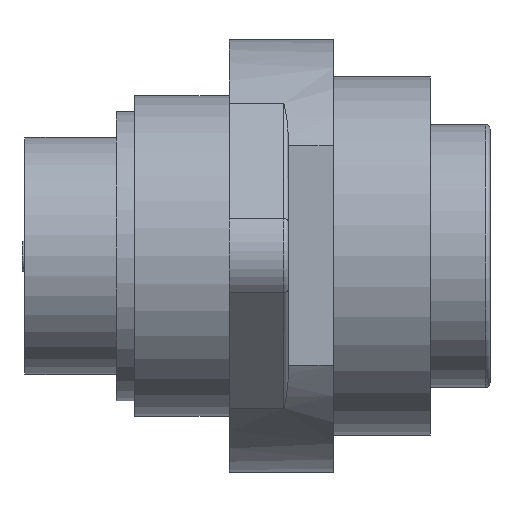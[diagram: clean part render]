
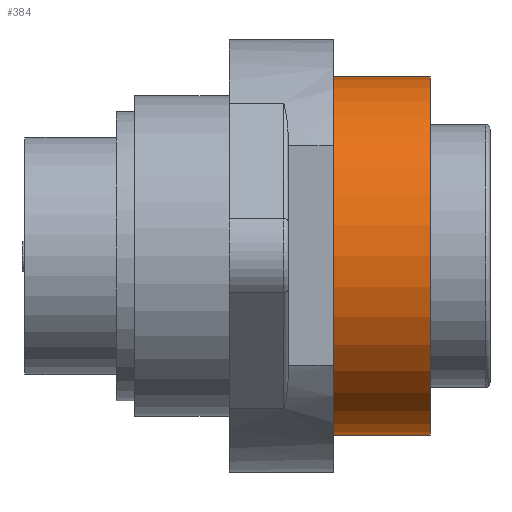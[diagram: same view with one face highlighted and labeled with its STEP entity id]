
A CAD part, top view. The second image highlights one B-rep face of the part: STEP entity #384.
In plain terms, the highlighted cylindrical face has radius 12 mm (diameter 24 mm), a full revolution.
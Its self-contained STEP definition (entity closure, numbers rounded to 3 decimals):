
#169=FACE_BOUND('',#715,.T.);
#170=FACE_BOUND('',#716,.T.);
#384=ADVANCED_FACE('',(#169,#170),#558,.T.);
#558=CYLINDRICAL_SURFACE('',#2815,12.);
#715=EDGE_LOOP('',(#1214));
#716=EDGE_LOOP('',(#1215));
#1038=CIRCLE('',#2807,12.);
#1042=CIRCLE('',#2814,12.);
#1214=ORIENTED_EDGE('',*,*,#2124,.F.);
#1215=ORIENTED_EDGE('',*,*,#2128,.F.);
#1865=VERTEX_POINT('',#4093);
#1869=VERTEX_POINT('',#4104);
#2124=EDGE_CURVE('',#1865,#1865,#1038,.T.);
#2128=EDGE_CURVE('',#1869,#1869,#1042,.T.);
#2807=AXIS2_PLACEMENT_3D('',#4092,#3185,#3186);
#2814=AXIS2_PLACEMENT_3D('',#4103,#3199,#3200);
#2815=AXIS2_PLACEMENT_3D('',#4105,#3201,#3202);
#3185=DIRECTION('',(1.,0.,0.));
#3186=DIRECTION('',(0.,0.,-1.));
#3199=DIRECTION('',(-1.,0.,0.));
#3200=DIRECTION('',(0.,0.,-1.));
#3201=DIRECTION('',(1.,0.,0.));
#3202=DIRECTION('',(0.,0.,-1.));
#4092=CARTESIAN_POINT('',(19.8,0.,0.));
#4093=CARTESIAN_POINT('',(19.8,0.,-12.));
#4103=CARTESIAN_POINT('',(13.3,0.,0.));
#4104=CARTESIAN_POINT('',(13.3,0.,-12.));
#4105=CARTESIAN_POINT('',(16.55,0.,0.));
